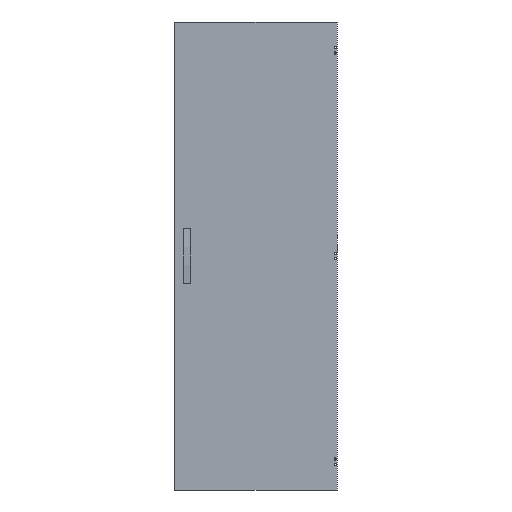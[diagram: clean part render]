
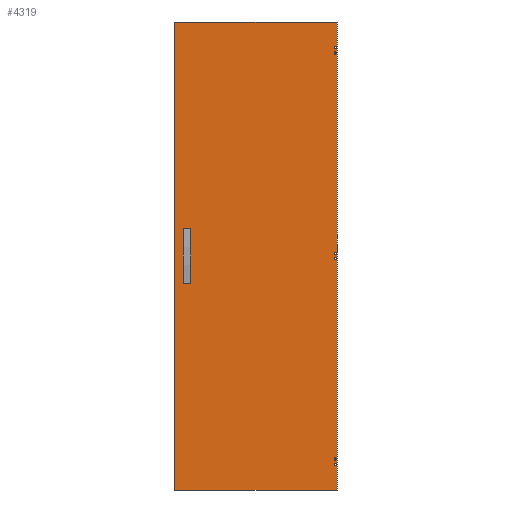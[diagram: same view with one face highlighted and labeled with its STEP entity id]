
A CAD part, front view. The second image highlights one B-rep face of the part: STEP entity #4319.
In plain terms, the highlighted planar face has unit normal (0, -1, 0).
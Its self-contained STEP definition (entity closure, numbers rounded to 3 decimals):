
#1 = ORIENTED_EDGE ( 'NONE', *, *, #7405, .T. ) ;
#243 = DIRECTION ( 'NONE',  ( 0., 1., 0. ) ) ;
#403 = DIRECTION ( 'NONE',  ( 1., 0., 0. ) ) ;
#720 = EDGE_LOOP ( 'NONE', ( #3880 ) ) ;
#900 = DIRECTION ( 'NONE',  ( 0., 0., 1. ) ) ;
#1028 = CARTESIAN_POINT ( 'NONE',  ( -379.5, -1.5, 0. ) ) ;
#1207 = LINE ( 'NONE', #1028, #7944 ) ;
#1231 = PLANE ( 'NONE',  #17176 ) ;
#1329 = CARTESIAN_POINT ( 'NONE',  ( 369.5, -1.5, -947.5 ) ) ;
#1376 = CIRCLE ( 'NONE', #4634, 5.5 ) ;
#1435 = DIRECTION ( 'NONE',  ( -1., 0., 0. ) ) ;
#1448 = DIRECTION ( 'NONE',  ( 0., 1., 0. ) ) ;
#1516 = FACE_BOUND ( 'NONE', #17271, .T. ) ;
#1541 = AXIS2_PLACEMENT_3D ( 'NONE', #9971, #7450, #403 ) ;
#1788 = EDGE_LOOP ( 'NONE', ( #6524 ) ) ;
#1855 = EDGE_CURVE ( 'NONE', #15046, #15046, #3769, .T. ) ;
#2156 = VERTEX_POINT ( 'NONE', #13484 ) ;
#2249 = CARTESIAN_POINT ( 'NONE',  ( -379.5, -1.5, -1092. ) ) ;
#2292 = EDGE_LOOP ( 'NONE', ( #10128 ) ) ;
#2323 = CARTESIAN_POINT ( 'NONE',  ( 379.5, -1.5, 1092. ) ) ;
#2360 = CIRCLE ( 'NONE', #13925, 5.5 ) ;
#2438 = ORIENTED_EDGE ( 'NONE', *, *, #8544, .T. ) ;
#2525 = ORIENTED_EDGE ( 'NONE', *, *, #12705, .F. ) ;
#2816 = DIRECTION ( 'NONE',  ( 1., 0., 0. ) ) ;
#3769 = CIRCLE ( 'NONE', #5249, 5.5 ) ;
#3821 = DIRECTION ( 'NONE',  ( 0., 0., -1. ) ) ;
#3842 = VERTEX_POINT ( 'NONE', #2323 ) ;
#3880 = ORIENTED_EDGE ( 'NONE', *, *, #14308, .T. ) ;
#3929 = CARTESIAN_POINT ( 'NONE',  ( 369.5, -1.5, 947.5 ) ) ;
#3949 = EDGE_CURVE ( 'NONE', #14012, #14012, #6984, .T. ) ;
#4020 = DIRECTION ( 'NONE',  ( 1., 0., 0. ) ) ;
#4024 = FACE_BOUND ( 'NONE', #2292, .T. ) ;
#4050 = EDGE_CURVE ( 'NONE', #16903, #16903, #2360, .T. ) ;
#4213 = VECTOR ( 'NONE', #1435, 1000. ) ;
#4259 = VERTEX_POINT ( 'NONE', #5650 ) ;
#4319 = ADVANCED_FACE ( 'NONE', ( #7086, #17030, #11446, #15649, #1516, #12757, #4024 ), #1231, .F. ) ;
#4634 = AXIS2_PLACEMENT_3D ( 'NONE', #1329, #15559, #11359 ) ;
#5249 = AXIS2_PLACEMENT_3D ( 'NONE', #3929, #18241, #4020 ) ;
#5650 = CARTESIAN_POINT ( 'NONE',  ( 375., -1.5, 972.5 ) ) ;
#5687 = DIRECTION ( 'NONE',  ( 0., 1., 0. ) ) ;
#6056 = LINE ( 'NONE', #8488, #4213 ) ;
#6524 = ORIENTED_EDGE ( 'NONE', *, *, #15503, .T. ) ;
#6560 = EDGE_LOOP ( 'NONE', ( #1 ) ) ;
#6984 = CIRCLE ( 'NONE', #17378, 5.5 ) ;
#7086 = FACE_OUTER_BOUND ( 'NONE', #17319, .T. ) ;
#7108 = DIRECTION ( 'NONE',  ( 1., 0., 0. ) ) ;
#7405 = EDGE_CURVE ( 'NONE', #15756, #15756, #10452, .T. ) ;
#7450 = DIRECTION ( 'NONE',  ( 0., 1., 0. ) ) ;
#7490 = CARTESIAN_POINT ( 'NONE',  ( 0., -1.5, 1092. ) ) ;
#7640 = DIRECTION ( 'NONE',  ( 1., 0., 0. ) ) ;
#7944 = VECTOR ( 'NONE', #3821, 1000. ) ;
#8488 = CARTESIAN_POINT ( 'NONE',  ( 0., -1.5, -1092. ) ) ;
#8544 = EDGE_CURVE ( 'NONE', #9830, #3842, #15024, .T. ) ;
#8599 = EDGE_LOOP ( 'NONE', ( #9305 ) ) ;
#9305 = ORIENTED_EDGE ( 'NONE', *, *, #1855, .T. ) ;
#9562 = AXIS2_PLACEMENT_3D ( 'NONE', #18184, #9892, #11384 ) ;
#9830 = VERTEX_POINT ( 'NONE', #15722 ) ;
#9892 = DIRECTION ( 'NONE',  ( 0., 1., 0. ) ) ;
#9971 = CARTESIAN_POINT ( 'NONE',  ( 369.5, -1.5, 972.5 ) ) ;
#10101 = CARTESIAN_POINT ( 'NONE',  ( 375., -1.5, -12.5 ) ) ;
#10128 = ORIENTED_EDGE ( 'NONE', *, *, #3949, .T. ) ;
#10452 = CIRCLE ( 'NONE', #9562, 5.5 ) ;
#10541 = ORIENTED_EDGE ( 'NONE', *, *, #4050, .T. ) ;
#11359 = DIRECTION ( 'NONE',  ( 1., 0., 0. ) ) ;
#11384 = DIRECTION ( 'NONE',  ( 1., 0., 0. ) ) ;
#11446 = FACE_BOUND ( 'NONE', #1788, .T. ) ;
#11496 = ORIENTED_EDGE ( 'NONE', *, *, #15522, .F. ) ;
#11649 = CARTESIAN_POINT ( 'NONE',  ( 369.5, -1.5, -12.5 ) ) ;
#12347 = CARTESIAN_POINT ( 'NONE',  ( 375., -1.5, 947.5 ) ) ;
#12705 = EDGE_CURVE ( 'NONE', #14959, #3842, #17622, .T. ) ;
#12757 = FACE_BOUND ( 'NONE', #720, .T. ) ;
#13114 = CIRCLE ( 'NONE', #1541, 5.5 ) ;
#13173 = DIRECTION ( 'NONE',  ( 1., 0., 0. ) ) ;
#13396 = VERTEX_POINT ( 'NONE', #2249 ) ;
#13484 = CARTESIAN_POINT ( 'NONE',  ( 375., -1.5, -947.5 ) ) ;
#13562 = CARTESIAN_POINT ( 'NONE',  ( -379.5, -1.5, 1092. ) ) ;
#13631 = CARTESIAN_POINT ( 'NONE',  ( 379.5, -1.5, 0. ) ) ;
#13925 = AXIS2_PLACEMENT_3D ( 'NONE', #11649, #243, #7640 ) ;
#14012 = VERTEX_POINT ( 'NONE', #15598 ) ;
#14186 = CARTESIAN_POINT ( 'NONE',  ( 369.5, -1.5, -972.5 ) ) ;
#14308 = EDGE_CURVE ( 'NONE', #2156, #2156, #1376, .T. ) ;
#14728 = VECTOR ( 'NONE', #900, 1000. ) ;
#14959 = VERTEX_POINT ( 'NONE', #13562 ) ;
#15024 = LINE ( 'NONE', #13631, #14728 ) ;
#15046 = VERTEX_POINT ( 'NONE', #12347 ) ;
#15325 = VECTOR ( 'NONE', #13173, 1000. ) ;
#15437 = ORIENTED_EDGE ( 'NONE', *, *, #18253, .T. ) ;
#15503 = EDGE_CURVE ( 'NONE', #4259, #4259, #13114, .T. ) ;
#15522 = EDGE_CURVE ( 'NONE', #9830, #13396, #6056, .T. ) ;
#15559 = DIRECTION ( 'NONE',  ( 0., 1., 0. ) ) ;
#15598 = CARTESIAN_POINT ( 'NONE',  ( 375., -1.5, -972.5 ) ) ;
#15649 = FACE_BOUND ( 'NONE', #6560, .T. ) ;
#15722 = CARTESIAN_POINT ( 'NONE',  ( 379.5, -1.5, -1092. ) ) ;
#15756 = VERTEX_POINT ( 'NONE', #16877 ) ;
#16877 = CARTESIAN_POINT ( 'NONE',  ( 375., -1.5, 12.5 ) ) ;
#16903 = VERTEX_POINT ( 'NONE', #10101 ) ;
#16942 = CARTESIAN_POINT ( 'NONE',  ( 0., -1.5, 0. ) ) ;
#17030 = FACE_BOUND ( 'NONE', #8599, .T. ) ;
#17176 = AXIS2_PLACEMENT_3D ( 'NONE', #16942, #5687, #2816 ) ;
#17271 = EDGE_LOOP ( 'NONE', ( #10541 ) ) ;
#17319 = EDGE_LOOP ( 'NONE', ( #15437, #11496, #2438, #2525 ) ) ;
#17378 = AXIS2_PLACEMENT_3D ( 'NONE', #14186, #1448, #7108 ) ;
#17622 = LINE ( 'NONE', #7490, #15325 ) ;
#18184 = CARTESIAN_POINT ( 'NONE',  ( 369.5, -1.5, 12.5 ) ) ;
#18241 = DIRECTION ( 'NONE',  ( 0., 1., 0. ) ) ;
#18253 = EDGE_CURVE ( 'NONE', #14959, #13396, #1207, .T. ) ;
